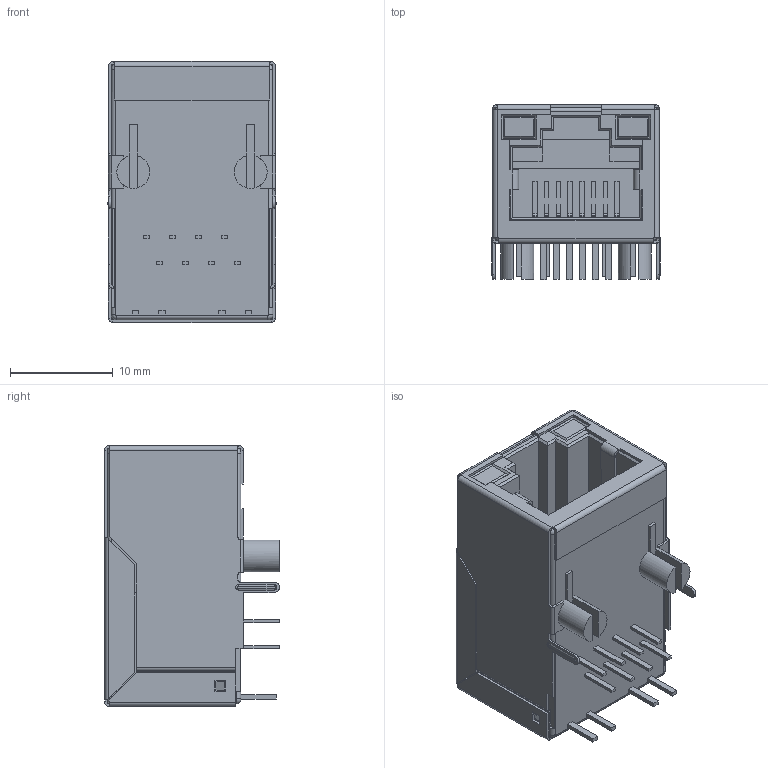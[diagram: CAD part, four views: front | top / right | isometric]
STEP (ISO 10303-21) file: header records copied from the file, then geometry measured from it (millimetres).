
FILE_DESCRIPTION (( 'STEP AP214' ), '1' );
FILE_NAME ('VSIMJL-88-CC-GY.STEP', '2021-09-02T18:46:17', ( '' ), ( '' ), 'SwSTEP 2.0', 'SolidWorks 2017', '' );
FILE_SCHEMA (( 'AUTOMOTIVE_DESIGN' ));
Length unit declared in the file: millimetre
Products named in the file (1): VSIMJL-88-CC-GY
Bounding box: 16.35 x 17 x 25.4 mm (x, y, z)
Volume: 4292.7 mm3; surface area: 5602 mm2
Topology: 24 solids, 24 shells, 508 faces, 1177 edges, 724 vertices
Faces by surface type: plane 411, cylinder 85, torus 12
Entity records: 15060 total; most frequent: CARTESIAN_POINT 2434, DIRECTION 2381, ORIENTED_EDGE 2354, EDGE_CURVE 1177, LINE 975, VECTOR 975, VERTEX_POINT 724, AXIS2_PLACEMENT_3D 703
